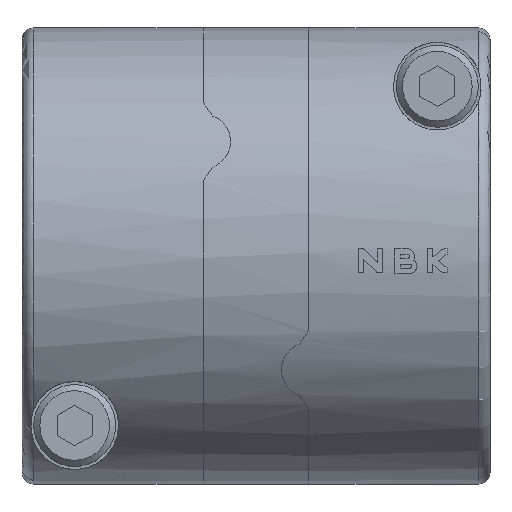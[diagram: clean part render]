
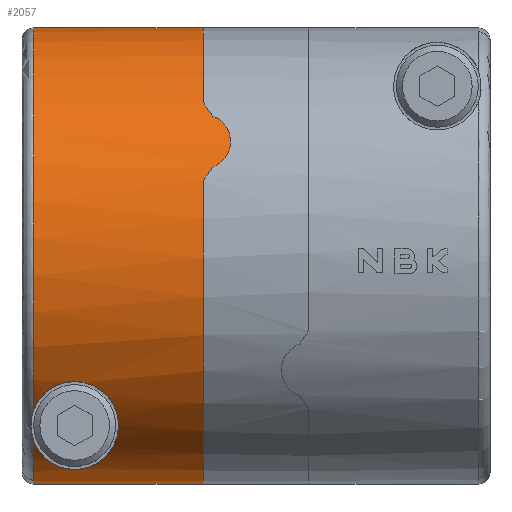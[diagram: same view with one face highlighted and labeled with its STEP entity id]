
A CAD part, top view. The second image highlights one B-rep face of the part: STEP entity #2057.
In plain terms, the highlighted cylindrical face has radius 19.5 mm (diameter 39 mm), a full revolution.
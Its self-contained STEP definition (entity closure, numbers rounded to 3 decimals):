
#43=ELLIPSE('',#2233,23.805,19.5);
#44=ELLIPSE('',#2235,23.805,19.5);
#45=ELLIPSE('',#2236,23.805,19.5);
#46=ELLIPSE('',#2238,23.805,19.5);
#160=CIRCLE('',#2230,19.5);
#161=CIRCLE('',#2231,19.5);
#162=CIRCLE('',#2232,19.5);
#163=CIRCLE('',#2234,19.5);
#164=CIRCLE('',#2237,19.5);
#234=LINE('',#3135,#404);
#235=LINE('',#3164,#405);
#404=VECTOR('',#2480,1000.);
#405=VECTOR('',#2485,1000.);
#588=ORIENTED_EDGE('',*,*,#1171,.F.);
#589=ORIENTED_EDGE('',*,*,#1172,.T.);
#590=ORIENTED_EDGE('',*,*,#1173,.T.);
#591=ORIENTED_EDGE('',*,*,#1174,.T.);
#592=ORIENTED_EDGE('',*,*,#1175,.T.);
#593=ORIENTED_EDGE('',*,*,#1176,.T.);
#594=ORIENTED_EDGE('',*,*,#1177,.T.);
#595=ORIENTED_EDGE('',*,*,#1178,.T.);
#596=ORIENTED_EDGE('',*,*,#1179,.T.);
#597=ORIENTED_EDGE('',*,*,#1180,.F.);
#598=ORIENTED_EDGE('',*,*,#1181,.T.);
#599=ORIENTED_EDGE('',*,*,#1182,.T.);
#600=ORIENTED_EDGE('',*,*,#1183,.T.);
#601=ORIENTED_EDGE('',*,*,#1184,.F.);
#1171=EDGE_CURVE('',#1461,#1462,#160,.F.);
#1172=EDGE_CURVE('',#1461,#1463,#234,.F.);
#1173=EDGE_CURVE('',#1463,#1464,#161,.T.);
#1174=EDGE_CURVE('',#1464,#1465,#1655,.T.);
#1175=EDGE_CURVE('',#1465,#1466,#162,.T.);
#1176=EDGE_CURVE('',#1466,#1462,#235,.T.);
#1177=EDGE_CURVE('',#1467,#1468,#43,.F.);
#1178=EDGE_CURVE('',#1468,#1469,#163,.F.);
#1179=EDGE_CURVE('',#1469,#1470,#44,.F.);
#1180=EDGE_CURVE('',#1471,#1470,#1656,.T.);
#1181=EDGE_CURVE('',#1471,#1472,#45,.F.);
#1182=EDGE_CURVE('',#1472,#1473,#164,.F.);
#1183=EDGE_CURVE('',#1473,#1474,#46,.F.);
#1184=EDGE_CURVE('',#1467,#1474,#1657,.T.);
#1461=VERTEX_POINT('',#3133);
#1462=VERTEX_POINT('',#3134);
#1463=VERTEX_POINT('',#3136);
#1464=VERTEX_POINT('',#3138);
#1465=VERTEX_POINT('',#3161);
#1466=VERTEX_POINT('',#3163);
#1467=VERTEX_POINT('',#3166);
#1468=VERTEX_POINT('',#3167);
#1469=VERTEX_POINT('',#3169);
#1470=VERTEX_POINT('',#3171);
#1471=VERTEX_POINT('',#3179);
#1472=VERTEX_POINT('',#3181);
#1473=VERTEX_POINT('',#3183);
#1474=VERTEX_POINT('',#3185);
#1655=B_SPLINE_CURVE_WITH_KNOTS('',3,(#3139,#3140,#3141,#3142,#3143,#3144,
#3145,#3146,#3147,#3148,#3149,#3150,#3151,#3152,#3153,#3154,#3155,#3156,
#3157,#3158,#3159,#3160),.UNSPECIFIED.,.F.,.F.,(4,1,1,1,1,1,1,1,1,1,1,1,
1,1,1,1,1,1,1,4),(0.,0.002,0.003,0.005,
0.007,0.008,0.01,0.012,
0.014,0.015,0.017,0.019,
0.019,0.02,0.021,0.022,
0.023,0.024,0.025,0.027),
 .UNSPECIFIED.);
#1656=B_SPLINE_CURVE_WITH_KNOTS('',3,(#3172,#3173,#3174,#3175,#3176,#3177,
#3178),.UNSPECIFIED.,.F.,.F.,(4,1,1,1,4),(0.,0.002,0.003,
0.005,0.006),.UNSPECIFIED.);
#1657=B_SPLINE_CURVE_WITH_KNOTS('',3,(#3186,#3187,#3188,#3189,#3190,#3191,
#3192),.UNSPECIFIED.,.F.,.F.,(4,1,1,1,4),(0.,0.002,0.003,
0.005,0.006),.UNSPECIFIED.);
#1690=EDGE_LOOP('',(#588,#589,#590,#591,#592,#593));
#1691=EDGE_LOOP('',(#594,#595,#596,#597,#598,#599,#600,#601));
#1858=FACE_BOUND('',#1690,.T.);
#1859=FACE_BOUND('',#1691,.T.);
#2021=CYLINDRICAL_SURFACE('',#2229,19.5);
#2057=ADVANCED_FACE('',(#1858,#1859),#2021,.T.);
#2229=AXIS2_PLACEMENT_3D('',#3131,#2476,#2477);
#2230=AXIS2_PLACEMENT_3D('',#3132,#2478,#2479);
#2231=AXIS2_PLACEMENT_3D('',#3137,#2481,#2482);
#2232=AXIS2_PLACEMENT_3D('',#3162,#2483,#2484);
#2233=AXIS2_PLACEMENT_3D('',#3165,#2486,#2487);
#2234=AXIS2_PLACEMENT_3D('',#3168,#2488,#2489);
#2235=AXIS2_PLACEMENT_3D('',#3170,#2490,#2491);
#2236=AXIS2_PLACEMENT_3D('',#3180,#2492,#2493);
#2237=AXIS2_PLACEMENT_3D('',#3182,#2494,#2495);
#2238=AXIS2_PLACEMENT_3D('',#3184,#2496,#2497);
#2476=DIRECTION('',(1.,0.,0.));
#2477=DIRECTION('',(0.,0.,-1.));
#2478=DIRECTION('',(1.,0.,0.));
#2479=DIRECTION('',(0.,0.,-1.));
#2480=DIRECTION('',(1.,0.,0.));
#2481=DIRECTION('',(1.,0.,0.));
#2482=DIRECTION('',(0.,0.,-1.));
#2483=DIRECTION('',(1.,0.,0.));
#2484=DIRECTION('',(0.,0.,-1.));
#2485=DIRECTION('',(1.,0.,0.));
#2486=DIRECTION('',(0.819,0.574,0.));
#2487=DIRECTION('',(0.574,-0.819,0.));
#2488=DIRECTION('',(1.,0.,0.));
#2489=DIRECTION('',(0.,0.,-1.));
#2490=DIRECTION('',(0.819,0.574,0.));
#2491=DIRECTION('',(0.574,-0.819,0.));
#2492=DIRECTION('',(0.819,-0.574,0.));
#2493=DIRECTION('',(0.574,0.819,0.));
#2494=DIRECTION('',(1.,0.,0.));
#2495=DIRECTION('',(0.,0.,-1.));
#2496=DIRECTION('',(0.819,-0.574,0.));
#2497=DIRECTION('',(0.574,0.819,0.));
#3131=CARTESIAN_POINT('',(18.6,0.,0.));
#3132=CARTESIAN_POINT('',(9.3,0.,0.));
#3133=CARTESIAN_POINT('',(9.3,19.494,0.5));
#3134=CARTESIAN_POINT('',(9.3,-19.494,0.5));
#3135=CARTESIAN_POINT('',(18.6,19.494,0.5));
#3136=CARTESIAN_POINT('',(1.,19.494,0.5));
#3137=CARTESIAN_POINT('',(1.,0.,0.));
#3138=CARTESIAN_POINT('',(1.,-13.154,14.395));
#3139=CARTESIAN_POINT('',(1.,-13.154,14.395));
#3140=CARTESIAN_POINT('',(1.156,-12.749,14.765));
#3141=CARTESIAN_POINT('',(1.622,-11.948,15.433));
#3142=CARTESIAN_POINT('',(2.898,-10.974,16.126));
#3143=CARTESIAN_POINT('',(4.603,-10.617,16.355));
#3144=CARTESIAN_POINT('',(6.291,-11.067,16.064));
#3145=CARTESIAN_POINT('',(7.496,-12.092,15.322));
#3146=CARTESIAN_POINT('',(8.131,-13.31,14.284));
#3147=CARTESIAN_POINT('',(8.307,-14.498,13.078));
#3148=CARTESIAN_POINT('',(8.141,-15.58,11.766));
#3149=CARTESIAN_POINT('',(7.722,-16.504,10.426));
#3150=CARTESIAN_POINT('',(7.075,-17.29,9.061));
#3151=CARTESIAN_POINT('',(6.338,-17.81,7.961));
#3152=CARTESIAN_POINT('',(5.553,-18.122,7.208));
#3153=CARTESIAN_POINT('',(4.777,-18.274,6.806));
#3154=CARTESIAN_POINT('',(3.89,-18.23,6.924));
#3155=CARTESIAN_POINT('',(3.202,-18.037,7.419));
#3156=CARTESIAN_POINT('',(2.655,-17.781,8.014));
#3157=CARTESIAN_POINT('',(2.044,-17.372,8.881));
#3158=CARTESIAN_POINT('',(1.456,-16.765,10.002));
#3159=CARTESIAN_POINT('',(1.124,-16.169,10.914));
#3160=CARTESIAN_POINT('',(1.,-15.846,11.364));
#3161=CARTESIAN_POINT('',(1.,-15.846,11.364));
#3162=CARTESIAN_POINT('',(1.,0.,0.));
#3163=CARTESIAN_POINT('',(1.,-19.494,0.5));
#3164=CARTESIAN_POINT('',(18.6,-19.494,0.5));
#3165=CARTESIAN_POINT('',(24.652,0.,0.));
#3166=CARTESIAN_POINT('',(16.295,11.935,15.421));
#3167=CARTESIAN_POINT('',(15.5,13.07,14.471));
#3168=CARTESIAN_POINT('',(15.5,0.,0.));
#3169=CARTESIAN_POINT('',(15.5,13.07,-14.471));
#3170=CARTESIAN_POINT('',(24.652,0.,0.));
#3171=CARTESIAN_POINT('',(16.295,11.935,-15.421));
#3172=CARTESIAN_POINT('',(16.295,7.565,-17.973));
#3173=CARTESIAN_POINT('',(16.786,7.744,-17.897));
#3174=CARTESIAN_POINT('',(17.596,8.425,-17.605));
#3175=CARTESIAN_POINT('',(17.956,9.833,-16.866));
#3176=CARTESIAN_POINT('',(17.524,11.141,-16.025));
#3177=CARTESIAN_POINT('',(16.776,11.76,-15.557));
#3178=CARTESIAN_POINT('',(16.295,11.935,-15.421));
#3179=CARTESIAN_POINT('',(16.295,7.565,-17.973));
#3180=CARTESIAN_POINT('',(10.998,0.,0.));
#3181=CARTESIAN_POINT('',(15.5,6.43,-18.41));
#3182=CARTESIAN_POINT('',(15.5,0.,0.));
#3183=CARTESIAN_POINT('',(15.5,6.43,18.41));
#3184=CARTESIAN_POINT('',(10.998,0.,0.));
#3185=CARTESIAN_POINT('',(16.295,7.565,17.973));
#3186=CARTESIAN_POINT('',(16.295,11.935,15.421));
#3187=CARTESIAN_POINT('',(16.775,11.76,15.556));
#3188=CARTESIAN_POINT('',(17.528,11.136,16.028));
#3189=CARTESIAN_POINT('',(17.955,9.828,16.869));
#3190=CARTESIAN_POINT('',(17.596,8.426,17.605));
#3191=CARTESIAN_POINT('',(16.787,7.744,17.897));
#3192=CARTESIAN_POINT('',(16.295,7.565,17.973));
